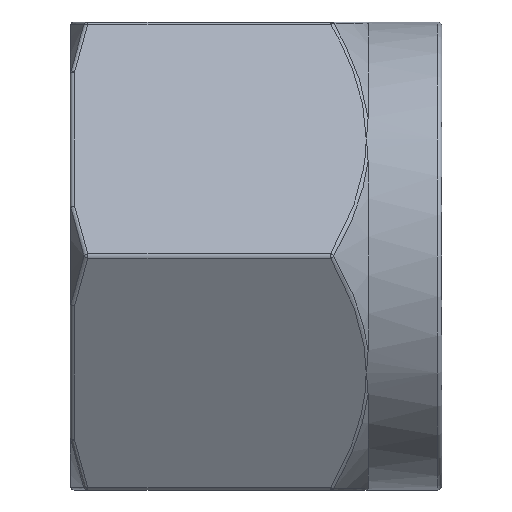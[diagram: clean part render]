
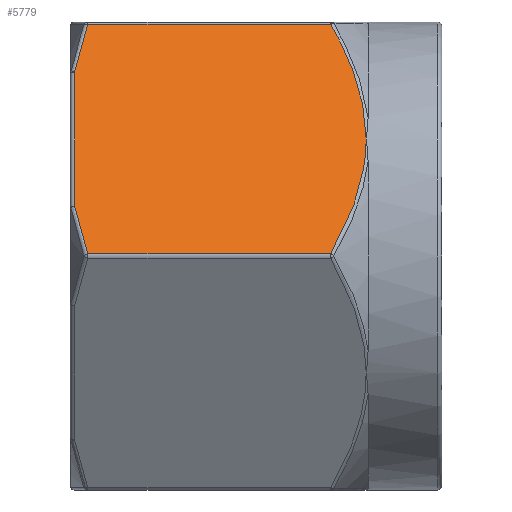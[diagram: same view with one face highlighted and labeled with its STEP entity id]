
A CAD part, front view. The second image highlights one B-rep face of the part: STEP entity #5779.
In plain terms, the highlighted planar face has unit normal (0, -0.866, 0.5).
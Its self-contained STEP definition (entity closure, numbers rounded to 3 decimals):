
#2252=DIRECTION('',(-1.,0.,0.));
#2253=VECTOR('',#2252,9.861);
#2254=CARTESIAN_POINT('',(-4.518,-5.539,
9.406));
#2255=LINE('',#2254,#2253);
#2256=CARTESIAN_POINT('',(-3.078,-8.227,
4.75));
#2257=CARTESIAN_POINT('',(-3.078,-8.137,
4.906));
#2258=CARTESIAN_POINT('',(-3.088,-7.949,
5.233));
#2259=CARTESIAN_POINT('',(-3.147,-7.628,
5.788));
#2260=CARTESIAN_POINT('',(-3.252,-7.304,
6.349));
#2261=CARTESIAN_POINT('',(-3.398,-6.984,
6.903));
#2262=CARTESIAN_POINT('',(-3.569,-6.688,
7.416));
#2263=CARTESIAN_POINT('',(-3.744,-6.43,
7.863));
#2264=CARTESIAN_POINT('',(-3.914,-6.207,
8.249));
#2265=CARTESIAN_POINT('',(-4.079,-6.008,
8.593));
#2266=CARTESIAN_POINT('',(-4.236,-5.833,
8.898));
#2267=CARTESIAN_POINT('',(-4.381,-5.678,
9.165));
#2268=CARTESIAN_POINT('',(-4.473,-5.584,
9.329));
#2269=CARTESIAN_POINT('',(-4.518,-5.539,
9.406));
#2271=CARTESIAN_POINT('',(-4.518,-10.916,
0.094));
#2272=CARTESIAN_POINT('',(-4.409,-10.806,
0.283));
#2273=CARTESIAN_POINT('',(-4.208,-10.595,
0.649));
#2274=CARTESIAN_POINT('',(-3.955,-10.301,
1.158));
#2275=CARTESIAN_POINT('',(-3.746,-10.028,
1.63));
#2276=CARTESIAN_POINT('',(-3.575,-9.776,
2.068));
#2277=CARTESIAN_POINT('',(-3.426,-9.52,
2.511));
#2278=CARTESIAN_POINT('',(-3.304,-9.269,
2.946));
#2279=CARTESIAN_POINT('',(-3.216,-9.043,
3.337));
#2280=CARTESIAN_POINT('',(-3.156,-8.843,
3.684));
#2281=CARTESIAN_POINT('',(-3.116,-8.663,
3.995));
#2282=CARTESIAN_POINT('',(-3.092,-8.502,
4.274));
#2283=CARTESIAN_POINT('',(-3.08,-8.359,
4.522));
#2284=CARTESIAN_POINT('',(-3.078,-8.27,4.676));
#2285=CARTESIAN_POINT('',(-3.078,-8.227,
4.75));
#2287=DIRECTION('',(-1.,0.,0.));
#2288=VECTOR('',#2287,9.861);
#2289=CARTESIAN_POINT('',(-4.518,-10.916,
0.094));
#2290=LINE('',#2289,#2288);
#2291=CARTESIAN_POINT('',(-14.912,-9.801,
2.025));
#2292=CARTESIAN_POINT('',(-14.891,-9.859,
1.924));
#2293=CARTESIAN_POINT('',(-14.843,-9.982,
1.712));
#2294=CARTESIAN_POINT('',(-14.758,-10.182,
1.365));
#2295=CARTESIAN_POINT('',(-14.656,-10.401,
0.985));
#2296=CARTESIAN_POINT('',(-14.533,-10.643,
0.566));
#2297=CARTESIAN_POINT('',(-14.434,-10.822,
0.256));
#2298=CARTESIAN_POINT('',(-14.379,-10.916,
0.094));
#2300=DIRECTION('',(0.,0.5,0.866));
#2301=VECTOR('',#2300,6.293);
#2302=CARTESIAN_POINT('',(-14.912,-9.801,
2.025));
#2303=LINE('',#2302,#2301);
#2304=CARTESIAN_POINT('',(-14.379,-5.539,
9.406));
#2305=CARTESIAN_POINT('',(-14.434,-5.634,
9.242));
#2306=CARTESIAN_POINT('',(-14.535,-5.815,
8.927));
#2307=CARTESIAN_POINT('',(-14.659,-6.059,
8.505));
#2308=CARTESIAN_POINT('',(-14.762,-6.281,
8.121));
#2309=CARTESIAN_POINT('',(-14.846,-6.478,
7.78));
#2310=CARTESIAN_POINT('',(-14.892,-6.598,
7.573));
#2311=CARTESIAN_POINT('',(-14.912,-6.654,
7.475));
#2759=CARTESIAN_POINT('',(-4.518,-5.539,
9.406));
#2760=CARTESIAN_POINT('',(-14.379,-5.539,
9.406));
#2761=VERTEX_POINT('',#2759);
#2762=VERTEX_POINT('',#2760);
#2763=VERTEX_POINT('',#2256);
#2794=VERTEX_POINT('',#2271);
#2797=CARTESIAN_POINT('',(-14.379,-10.916,
0.094));
#2798=VERTEX_POINT('',#2797);
#2803=VERTEX_POINT('',#2291);
#2807=CARTESIAN_POINT('',(-14.912,-6.654,
7.475));
#2808=VERTEX_POINT('',#2807);
#5760=CARTESIAN_POINT('',(0.,-5.485,9.5));
#5761=DIRECTION('',(0.,-0.866,0.5));
#5762=DIRECTION('',(0.,-0.5,-0.866));
#5763=AXIS2_PLACEMENT_3D('',#5760,#5761,#5762);
#5764=PLANE('',#5763);
#5765=ORIENTED_EDGE('',*,*,#5619,.F.);
#5766=ORIENTED_EDGE('',*,*,#5752,.F.);
#5768=ORIENTED_EDGE('',*,*,#5767,.F.);
#5770=ORIENTED_EDGE('',*,*,#5769,.T.);
#5772=ORIENTED_EDGE('',*,*,#5771,.F.);
#5774=ORIENTED_EDGE('',*,*,#5773,.T.);
#5776=ORIENTED_EDGE('',*,*,#5775,.F.);
#5777=EDGE_LOOP('',(#5765,#5766,#5768,#5770,#5772,#5774,#5776));
#5778=FACE_OUTER_BOUND('',#5777,.F.);
#2270=B_SPLINE_CURVE_WITH_KNOTS('',3,(#2256,#2257,#2258,#2259,#2260,#2261,#2262,
#2263,#2264,#2265,#2266,#2267,#2268,#2269),.UNSPECIFIED.,.F.,.F.,(4,1,1,1,1,1,1,
1,1,1,1,4),(0.,0.091,0.182,0.273,
0.364,0.455,0.545,0.636,
0.727,0.818,0.909,1.),.UNSPECIFIED.);
#2286=B_SPLINE_CURVE_WITH_KNOTS('',3,(#2271,#2272,#2273,#2274,#2275,#2276,#2277,
#2278,#2279,#2280,#2281,#2282,#2283,#2284,#2285),.UNSPECIFIED.,.F.,.F.,(4,1,1,1,
1,1,1,1,1,1,1,1,4),(0.,0.083,0.167,0.25,
0.333,0.417,0.5,0.583,0.667,
0.75,0.833,0.917,1.),.UNSPECIFIED.);
#2299=B_SPLINE_CURVE_WITH_KNOTS('',3,(#2291,#2292,#2293,#2294,#2295,#2296,#2297,
#2298),.UNSPECIFIED.,.F.,.F.,(4,1,1,1,1,4),(0.,0.2,0.4,0.6,0.8,1.),
.UNSPECIFIED.);
#2312=B_SPLINE_CURVE_WITH_KNOTS('',3,(#2304,#2305,#2306,#2307,#2308,#2309,#2310,
#2311),.UNSPECIFIED.,.F.,.F.,(4,1,1,1,1,4),(0.,0.2,0.4,0.6,0.8,1.),
.UNSPECIFIED.);
#5619=EDGE_CURVE('',#2761,#2762,#2255,.T.);
#5752=EDGE_CURVE('',#2763,#2761,#2270,.T.);
#5767=EDGE_CURVE('',#2794,#2763,#2286,.T.);
#5769=EDGE_CURVE('',#2794,#2798,#2290,.T.);
#5771=EDGE_CURVE('',#2803,#2798,#2299,.T.);
#5773=EDGE_CURVE('',#2803,#2808,#2303,.T.);
#5775=EDGE_CURVE('',#2762,#2808,#2312,.T.);
#5779=ADVANCED_FACE('',(#5778),#5764,.T.);
